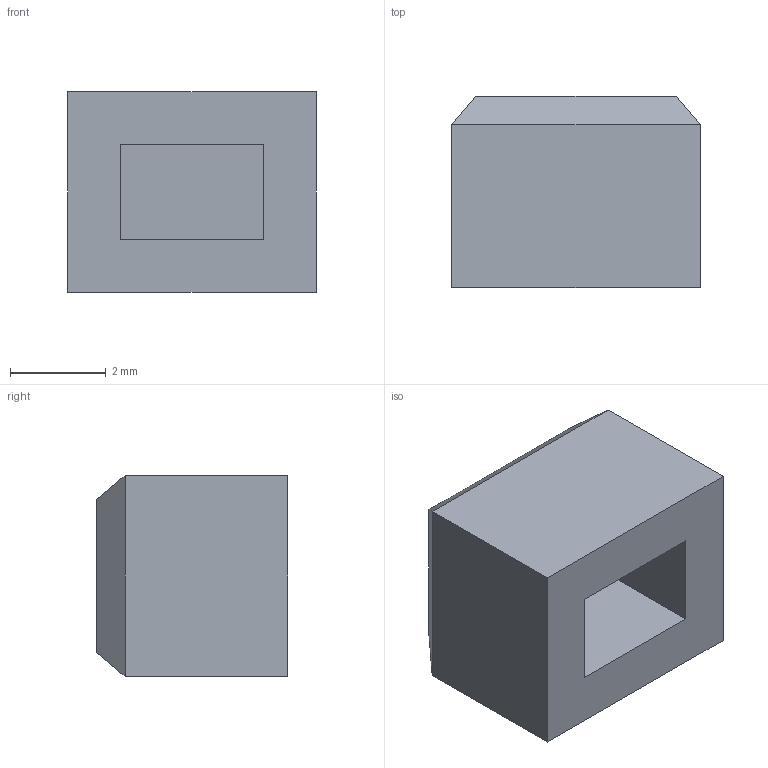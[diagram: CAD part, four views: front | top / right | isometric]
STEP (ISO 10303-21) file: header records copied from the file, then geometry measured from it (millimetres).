
FILE_DESCRIPTION (( 'STEP AP214' ), '1' );
FILE_NAME ('BUTTON_COVER_CASE_V1-1.STEP', '2024-09-12T04:54:56', ( '' ), ( '' ), 'SwSTEP 2.0', 'SolidWorks 2024', '' );
FILE_SCHEMA (( 'AUTOMOTIVE_DESIGN' ));
Length unit declared in the file: millimetre
Products named in the file (1): BUTTON_COVER_CASE_V1-1
Bounding box: 5.2 x 4 x 4.2 mm (x, y, z)
Volume: 67.9 mm3; surface area: 140.3 mm2
Topology: 1 solids, 1 shells, 15 faces, 32 edges, 20 vertices
Faces by surface type: plane 15
Entity records: 417 total; most frequent: CARTESIAN_POINT 68, ORIENTED_EDGE 64, DIRECTION 64, LINE 32, VECTOR 32, EDGE_CURVE 32, VERTEX_POINT 20, EDGE_LOOP 16
